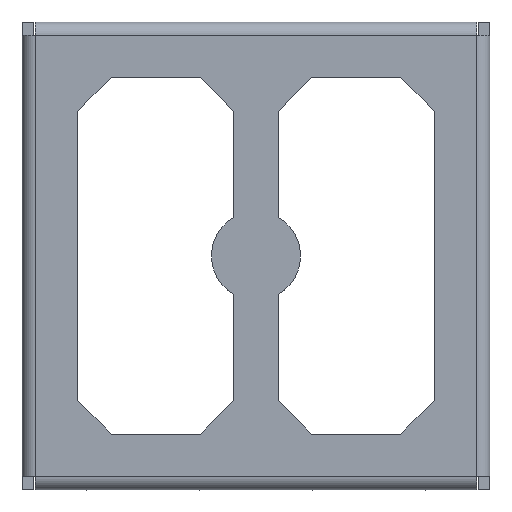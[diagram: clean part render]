
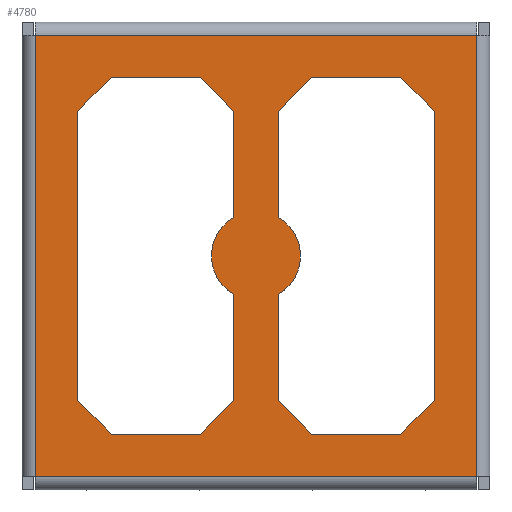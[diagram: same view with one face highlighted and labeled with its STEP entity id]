
A CAD part, top view. The second image highlights one B-rep face of the part: STEP entity #4780.
In plain terms, the highlighted planar face has unit normal (0, 0, 1).
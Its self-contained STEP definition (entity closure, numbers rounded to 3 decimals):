
#25=CIRCLE('',#4895,2.);
#45=CIRCLE('',#4934,2.);
#658=ORIENTED_EDGE('',*,*,#1490,.F.);
#659=ORIENTED_EDGE('',*,*,#1425,.T.);
#660=ORIENTED_EDGE('',*,*,#1569,.F.);
#661=ORIENTED_EDGE('',*,*,#1430,.F.);
#662=ORIENTED_EDGE('',*,*,#1364,.F.);
#663=ORIENTED_EDGE('',*,*,#1459,.T.);
#664=ORIENTED_EDGE('',*,*,#1566,.F.);
#665=ORIENTED_EDGE('',*,*,#1483,.T.);
#666=ORIENTED_EDGE('',*,*,#1441,.F.);
#667=ORIENTED_EDGE('',*,*,#1487,.T.);
#668=ORIENTED_EDGE('',*,*,#1579,.F.);
#669=ORIENTED_EDGE('',*,*,#1350,.T.);
#670=ORIENTED_EDGE('',*,*,#1372,.F.);
#671=ORIENTED_EDGE('',*,*,#1434,.T.);
#672=ORIENTED_EDGE('',*,*,#1489,.F.);
#673=ORIENTED_EDGE('',*,*,#1457,.T.);
#674=ORIENTED_EDGE('',*,*,#1606,.F.);
#675=ORIENTED_EDGE('',*,*,#1607,.T.);
#676=ORIENTED_EDGE('',*,*,#1571,.F.);
#677=ORIENTED_EDGE('',*,*,#1360,.F.);
#678=ORIENTED_EDGE('',*,*,#1608,.T.);
#679=ORIENTED_EDGE('',*,*,#1609,.T.);
#680=ORIENTED_EDGE('',*,*,#1515,.T.);
#681=ORIENTED_EDGE('',*,*,#1580,.T.);
#1350=EDGE_CURVE('',#1878,#1879,#2222,.T.);
#1360=EDGE_CURVE('',#1888,#1889,#25,.T.);
#1364=EDGE_CURVE('',#1892,#1893,#2234,.T.);
#1372=EDGE_CURVE('',#1899,#1879,#2240,.T.);
#1425=EDGE_CURVE('',#1948,#1949,#2277,.T.);
#1430=EDGE_CURVE('',#1893,#1953,#45,.T.);
#1434=EDGE_CURVE('',#1899,#1955,#2284,.T.);
#1441=EDGE_CURVE('',#1962,#1963,#2289,.T.);
#1457=EDGE_CURVE('',#1975,#1974,#2303,.T.);
#1459=EDGE_CURVE('',#1892,#1976,#2305,.T.);
#1483=EDGE_CURVE('',#1995,#1963,#2321,.T.);
#1487=EDGE_CURVE('',#1962,#1997,#2325,.T.);
#1489=EDGE_CURVE('',#1975,#1955,#2327,.T.);
#1490=EDGE_CURVE('',#1948,#1997,#2328,.T.);
#1515=EDGE_CURVE('',#2015,#2011,#2349,.T.);
#1566=EDGE_CURVE('',#1995,#1976,#2376,.T.);
#1569=EDGE_CURVE('',#1953,#1949,#2378,.T.);
#1571=EDGE_CURVE('',#1889,#2039,#2380,.T.);
#1579=EDGE_CURVE('',#1878,#1888,#2388,.T.);
#1580=EDGE_CURVE('',#2011,#2038,#2389,.T.);
#1606=EDGE_CURVE('',#2057,#1974,#2405,.T.);
#1607=EDGE_CURVE('',#2057,#2039,#2406,.T.);
#1608=EDGE_CURVE('',#2038,#2058,#2407,.T.);
#1609=EDGE_CURVE('',#2058,#2015,#2408,.T.);
#1878=VERTEX_POINT('',#6345);
#1879=VERTEX_POINT('',#6346);
#1888=VERTEX_POINT('',#6366);
#1889=VERTEX_POINT('',#6368);
#1892=VERTEX_POINT('',#6375);
#1893=VERTEX_POINT('',#6377);
#1899=VERTEX_POINT('',#6392);
#1948=VERTEX_POINT('',#6510);
#1949=VERTEX_POINT('',#6511);
#1953=VERTEX_POINT('',#6521);
#1955=VERTEX_POINT('',#6527);
#1962=VERTEX_POINT('',#6543);
#1963=VERTEX_POINT('',#6545);
#1974=VERTEX_POINT('',#6576);
#1975=VERTEX_POINT('',#6578);
#1976=VERTEX_POINT('',#6582);
#1995=VERTEX_POINT('',#6632);
#1997=VERTEX_POINT('',#6638);
#2011=VERTEX_POINT('',#6683);
#2015=VERTEX_POINT('',#6694);
#2038=VERTEX_POINT('',#6786);
#2039=VERTEX_POINT('',#6793);
#2057=VERTEX_POINT('',#6862);
#2058=VERTEX_POINT('',#6865);
#2222=LINE('',#6344,#2570);
#2234=LINE('',#6376,#2582);
#2240=LINE('',#6393,#2588);
#2277=LINE('',#6509,#2625);
#2284=LINE('',#6528,#2632);
#2289=LINE('',#6544,#2637);
#2303=LINE('',#6577,#2651);
#2305=LINE('',#6581,#2653);
#2321=LINE('',#6631,#2669);
#2325=LINE('',#6639,#2673);
#2327=LINE('',#6642,#2675);
#2328=LINE('',#6644,#2676);
#2349=LINE('',#6693,#2697);
#2376=LINE('',#6783,#2724);
#2378=LINE('',#6789,#2726);
#2380=LINE('',#6792,#2728);
#2388=LINE('',#6808,#2736);
#2389=LINE('',#6810,#2737);
#2405=LINE('',#6861,#2753);
#2406=LINE('',#6863,#2754);
#2407=LINE('',#6864,#2755);
#2408=LINE('',#6866,#2756);
#2570=VECTOR('',#5262,1000.);
#2582=VECTOR('',#5284,1000.);
#2588=VECTOR('',#5298,1000.);
#2625=VECTOR('',#5397,1000.);
#2632=VECTOR('',#5412,1000.);
#2637=VECTOR('',#5425,1000.);
#2651=VECTOR('',#5453,1000.);
#2653=VECTOR('',#5457,1000.);
#2669=VECTOR('',#5503,1000.);
#2673=VECTOR('',#5509,1000.);
#2675=VECTOR('',#5513,1000.);
#2676=VECTOR('',#5516,1000.);
#2697=VECTOR('',#5559,1000.);
#2724=VECTOR('',#5666,1000.);
#2726=VECTOR('',#5674,1000.);
#2728=VECTOR('',#5678,1000.);
#2736=VECTOR('',#5690,1000.);
#2737=VECTOR('',#5693,1000.);
#2753=VECTOR('',#5755,1000.);
#2754=VECTOR('',#5756,1000.);
#2755=VECTOR('',#5757,1000.);
#2756=VECTOR('',#5758,1000.);
#3000=EDGE_LOOP('',(#658,#659,#660,#661,#662,#663,#664,#665,#666,#667));
#3001=EDGE_LOOP('',(#668,#669,#670,#671,#672,#673,#674,#675,#676,#677));
#3002=EDGE_LOOP('',(#678,#679,#680,#681));
#3190=FACE_BOUND('',#3000,.T.);
#3191=FACE_BOUND('',#3001,.T.);
#3192=FACE_BOUND('',#3002,.T.);
#3346=PLANE('',#5046);
#4780=ADVANCED_FACE('',(#3190,#3191,#3192),#3346,.T.);
#4895=AXIS2_PLACEMENT_3D('',#6367,#5277,#5278);
#4934=AXIS2_PLACEMENT_3D('',#6520,#5405,#5406);
#5046=AXIS2_PLACEMENT_3D('',#6860,#5753,#5754);
#5262=DIRECTION('',(0.707,0.707,0.));
#5277=DIRECTION('',(0.,0.,-1.));
#5278=DIRECTION('',(1.,0.,0.));
#5284=DIRECTION('',(0.,1.,0.));
#5298=DIRECTION('',(-1.,0.,0.));
#5397=DIRECTION('',(0.707,-0.707,0.));
#5405=DIRECTION('',(0.,0.,-1.));
#5406=DIRECTION('',(1.,0.,0.));
#5412=DIRECTION('',(0.707,-0.707,0.));
#5425=DIRECTION('',(0.,-1.,0.));
#5453=DIRECTION('',(-0.707,-0.707,0.));
#5457=DIRECTION('',(-0.707,-0.707,0.));
#5503=DIRECTION('',(-0.707,0.707,0.));
#5509=DIRECTION('',(0.707,0.707,0.));
#5513=DIRECTION('',(0.,1.,0.));
#5516=DIRECTION('',(-1.,0.,0.));
#5559=DIRECTION('',(-1.,0.,0.));
#5666=DIRECTION('',(1.,0.,0.));
#5674=DIRECTION('',(0.,1.,0.));
#5678=DIRECTION('',(0.,-1.,0.));
#5690=DIRECTION('',(0.,-1.,0.));
#5693=DIRECTION('',(0.,-1.,0.));
#5753=DIRECTION('',(0.,0.,1.));
#5754=DIRECTION('',(1.,0.,0.));
#5755=DIRECTION('',(1.,0.,0.));
#5756=DIRECTION('',(-0.707,0.707,0.));
#5757=DIRECTION('',(1.,0.,0.));
#5758=DIRECTION('',(0.,1.,0.));
#6344=CARTESIAN_POINT('',(12.4,17.9,0.));
#6345=CARTESIAN_POINT('',(10.9,16.4,0.));
#6346=CARTESIAN_POINT('',(12.4,17.9,0.));
#6366=CARTESIAN_POINT('',(10.9,11.632,0.));
#6367=CARTESIAN_POINT('',(9.9,9.9,0.));
#6368=CARTESIAN_POINT('',(10.9,8.168,0.));
#6375=CARTESIAN_POINT('',(8.9,3.4,0.));
#6376=CARTESIAN_POINT('',(8.9,7.609,0.));
#6377=CARTESIAN_POINT('',(8.9,8.168,0.));
#6392=CARTESIAN_POINT('',(16.4,17.9,0.));
#6393=CARTESIAN_POINT('',(17.9,17.9,0.));
#6509=CARTESIAN_POINT('',(8.9,16.4,0.));
#6510=CARTESIAN_POINT('',(7.4,17.9,0.));
#6511=CARTESIAN_POINT('',(8.9,16.4,0.));
#6520=CARTESIAN_POINT('',(9.9,9.9,0.));
#6521=CARTESIAN_POINT('',(8.9,11.632,0.));
#6527=CARTESIAN_POINT('',(17.9,16.4,0.));
#6528=CARTESIAN_POINT('',(16.4,17.9,0.));
#6543=CARTESIAN_POINT('',(1.9,16.4,0.));
#6544=CARTESIAN_POINT('',(1.9,17.9,0.));
#6545=CARTESIAN_POINT('',(1.9,3.4,0.));
#6576=CARTESIAN_POINT('',(16.4,1.9,0.));
#6577=CARTESIAN_POINT('',(17.9,3.4,0.));
#6578=CARTESIAN_POINT('',(17.9,3.4,0.));
#6581=CARTESIAN_POINT('',(7.4,1.9,0.));
#6582=CARTESIAN_POINT('',(7.4,1.9,0.));
#6631=CARTESIAN_POINT('',(3.4,1.9,0.));
#6632=CARTESIAN_POINT('',(3.4,1.9,0.));
#6638=CARTESIAN_POINT('',(3.4,17.9,0.));
#6639=CARTESIAN_POINT('',(1.9,16.4,0.));
#6642=CARTESIAN_POINT('',(17.9,11.9,0.));
#6644=CARTESIAN_POINT('',(17.9,17.9,0.));
#6683=CARTESIAN_POINT('',(0.,19.8,0.));
#6693=CARTESIAN_POINT('',(5.,19.8,0.));
#6694=CARTESIAN_POINT('',(19.8,19.8,0.));
#6783=CARTESIAN_POINT('',(6.9,1.9,0.));
#6786=CARTESIAN_POINT('',(0.,0.,0.));
#6789=CARTESIAN_POINT('',(8.9,17.9,0.));
#6792=CARTESIAN_POINT('',(10.9,1.9,0.));
#6793=CARTESIAN_POINT('',(10.9,3.4,0.));
#6808=CARTESIAN_POINT('',(10.9,12.191,0.));
#6810=CARTESIAN_POINT('',(0.,10.,0.));
#6860=CARTESIAN_POINT('',(4.4,9.4,0.));
#6861=CARTESIAN_POINT('',(6.9,1.9,0.));
#6862=CARTESIAN_POINT('',(12.4,1.9,0.));
#6863=CARTESIAN_POINT('',(10.9,3.4,0.));
#6864=CARTESIAN_POINT('',(19.8,0.,0.));
#6865=CARTESIAN_POINT('',(19.8,0.,0.));
#6866=CARTESIAN_POINT('',(19.8,19.8,0.));
